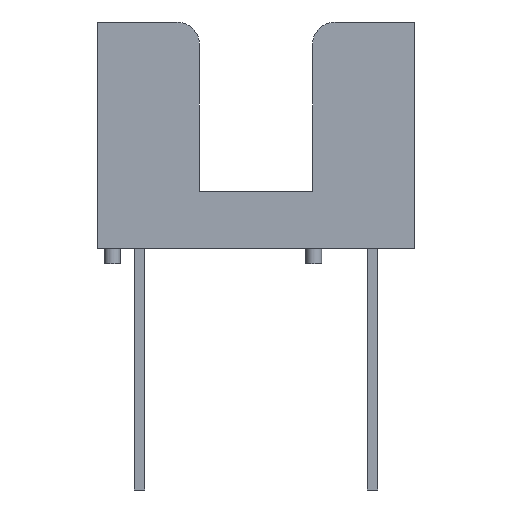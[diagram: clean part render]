
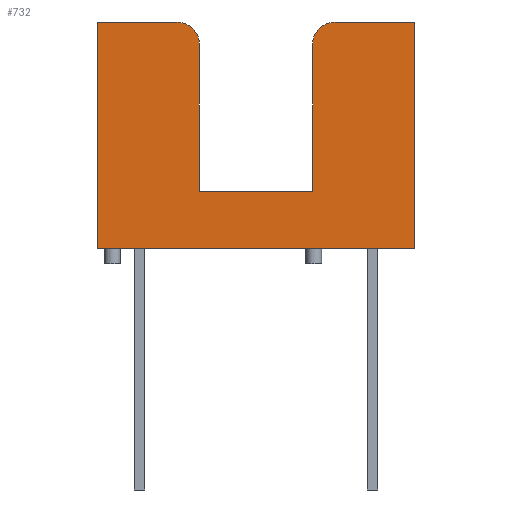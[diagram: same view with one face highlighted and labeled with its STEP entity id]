
A CAD part, front view. The second image highlights one B-rep face of the part: STEP entity #732.
In plain terms, the highlighted planar face has unit normal (0, -1, 0).
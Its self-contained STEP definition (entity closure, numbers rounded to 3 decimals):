
#106 = VERTEX_POINT('',#107);
#107 = CARTESIAN_POINT('',(12.15,-5.,0.7));
#113 = EDGE_CURVE('',#106,#114,#116,.T.);
#114 = VERTEX_POINT('',#115);
#115 = CARTESIAN_POINT('',(-1.85,-5.,0.7));
#116 = LINE('',#117,#118);
#117 = CARTESIAN_POINT('',(12.15,-5.,0.7));
#118 = VECTOR('',#119,1.);
#119 = DIRECTION('',(-1.,0.,0.));
#688 = EDGE_CURVE('',#114,#689,#691,.T.);
#689 = VERTEX_POINT('',#690);
#690 = CARTESIAN_POINT('',(-1.85,-5.,10.7));
#691 = LINE('',#692,#693);
#692 = CARTESIAN_POINT('',(-1.85,-5.,0.7));
#693 = VECTOR('',#694,1.);
#694 = DIRECTION('',(0.,0.,1.));
#714 = VERTEX_POINT('',#715);
#715 = CARTESIAN_POINT('',(12.15,-5.,10.7));
#721 = EDGE_CURVE('',#106,#714,#722,.T.);
#722 = LINE('',#723,#724);
#723 = CARTESIAN_POINT('',(12.15,-5.,0.7));
#724 = VECTOR('',#725,1.);
#725 = DIRECTION('',(0.,0.,1.));
#732 = ADVANCED_FACE('',(#733),#794,.T.);
#733 = FACE_BOUND('',#734,.T.);
#734 = EDGE_LOOP('',(#735,#745,#754,#760,#761,#762,#763,#771,#780,#788)
  );
#735 = ORIENTED_EDGE('',*,*,#736,.T.);
#736 = EDGE_CURVE('',#737,#739,#741,.T.);
#737 = VERTEX_POINT('',#738);
#738 = CARTESIAN_POINT('',(2.65,-5.,3.2));
#739 = VERTEX_POINT('',#740);
#740 = CARTESIAN_POINT('',(2.65,-5.,9.7));
#741 = LINE('',#742,#743);
#742 = CARTESIAN_POINT('',(2.65,-5.,1.95));
#743 = VECTOR('',#744,1.);
#744 = DIRECTION('',(0.,0.,1.));
#745 = ORIENTED_EDGE('',*,*,#746,.T.);
#746 = EDGE_CURVE('',#739,#747,#749,.T.);
#747 = VERTEX_POINT('',#748);
#748 = CARTESIAN_POINT('',(1.65,-5.,10.7));
#749 = CIRCLE('',#750,1.);
#750 = AXIS2_PLACEMENT_3D('',#751,#752,#753);
#751 = CARTESIAN_POINT('',(1.65,-5.,9.7));
#752 = DIRECTION('',(0.,-1.,0.));
#753 = DIRECTION('',(0.,0.,1.));
#754 = ORIENTED_EDGE('',*,*,#755,.T.);
#755 = EDGE_CURVE('',#747,#689,#756,.T.);
#756 = LINE('',#757,#758);
#757 = CARTESIAN_POINT('',(12.15,-5.,10.7));
#758 = VECTOR('',#759,1.);
#759 = DIRECTION('',(-1.,0.,0.));
#760 = ORIENTED_EDGE('',*,*,#688,.F.);
#761 = ORIENTED_EDGE('',*,*,#113,.F.);
#762 = ORIENTED_EDGE('',*,*,#721,.T.);
#763 = ORIENTED_EDGE('',*,*,#764,.T.);
#764 = EDGE_CURVE('',#714,#765,#767,.T.);
#765 = VERTEX_POINT('',#766);
#766 = CARTESIAN_POINT('',(8.65,-5.,10.7));
#767 = LINE('',#768,#769);
#768 = CARTESIAN_POINT('',(12.15,-5.,10.7));
#769 = VECTOR('',#770,1.);
#770 = DIRECTION('',(-1.,0.,0.));
#771 = ORIENTED_EDGE('',*,*,#772,.T.);
#772 = EDGE_CURVE('',#765,#773,#775,.T.);
#773 = VERTEX_POINT('',#774);
#774 = CARTESIAN_POINT('',(7.65,-5.,9.7));
#775 = CIRCLE('',#776,1.);
#776 = AXIS2_PLACEMENT_3D('',#777,#778,#779);
#777 = CARTESIAN_POINT('',(8.65,-5.,9.7));
#778 = DIRECTION('',(0.,-1.,0.));
#779 = DIRECTION('',(0.,0.,1.));
#780 = ORIENTED_EDGE('',*,*,#781,.F.);
#781 = EDGE_CURVE('',#782,#773,#784,.T.);
#782 = VERTEX_POINT('',#783);
#783 = CARTESIAN_POINT('',(7.65,-5.,3.2));
#784 = LINE('',#785,#786);
#785 = CARTESIAN_POINT('',(7.65,-5.,1.95));
#786 = VECTOR('',#787,1.);
#787 = DIRECTION('',(0.,0.,1.));
#788 = ORIENTED_EDGE('',*,*,#789,.T.);
#789 = EDGE_CURVE('',#782,#737,#790,.T.);
#790 = LINE('',#791,#792);
#791 = CARTESIAN_POINT('',(7.4,-5.,3.2));
#792 = VECTOR('',#793,1.);
#793 = DIRECTION('',(-1.,0.,0.));
#794 = PLANE('',#795);
#795 = AXIS2_PLACEMENT_3D('',#796,#797,#798);
#796 = CARTESIAN_POINT('',(12.15,-5.,0.7));
#797 = DIRECTION('',(0.,-1.,0.));
#798 = DIRECTION('',(-1.,0.,0.));
